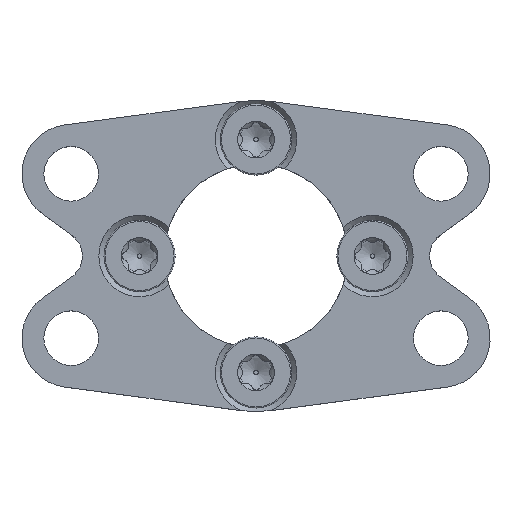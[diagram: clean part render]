
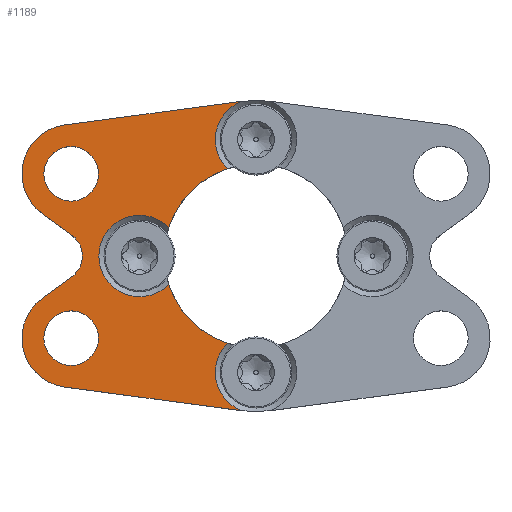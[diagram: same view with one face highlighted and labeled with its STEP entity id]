
A CAD part, top view. The second image highlights one B-rep face of the part: STEP entity #1189.
In plain terms, the highlighted planar face has unit normal (0, 0, 1).
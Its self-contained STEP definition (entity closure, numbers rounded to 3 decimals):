
#52=FACE_BOUND('',#177,.T.);
#53=FACE_BOUND('',#178,.T.);
#66=PLANE('',#1297);
#112=FACE_OUTER_BOUND('',#176,.T.);
#176=EDGE_LOOP('',(#842,#843,#844,#845,#846,#847,#848,#849,#850,#851,#852,
#853,#854,#855,#856,#857,#858));
#177=EDGE_LOOP('',(#859));
#178=EDGE_LOOP('',(#860));
#254=LINE('',#1872,#315);
#255=LINE('',#1876,#316);
#256=LINE('',#1880,#317);
#257=LINE('',#1884,#318);
#315=VECTOR('',#1474,10.);
#316=VECTOR('',#1477,10.);
#317=VECTOR('',#1480,10.);
#318=VECTOR('',#1483,10.);
#368=CIRCLE('',#1273,3.15);
#370=CIRCLE('',#1275,3.15);
#374=CIRCLE('',#1281,3.15);
#376=CIRCLE('',#1283,3.15);
#381=CIRCLE('',#1292,3.15);
#383=CIRCLE('',#1294,3.15);
#385=CIRCLE('',#1298,7.1);
#386=CIRCLE('',#1299,7.1);
#387=CIRCLE('',#1300,12.);
#388=CIRCLE('',#1301,3.81);
#389=CIRCLE('',#1302,2.);
#390=CIRCLE('',#1303,3.81);
#391=CIRCLE('',#1304,12.);
#392=CIRCLE('',#1305,2.108);
#393=CIRCLE('',#1306,2.108);
#493=VERTEX_POINT('',#1737);
#494=VERTEX_POINT('',#1752);
#496=VERTEX_POINT('',#1757);
#499=VERTEX_POINT('',#1774);
#502=VERTEX_POINT('',#1792);
#503=VERTEX_POINT('',#1801);
#511=VERTEX_POINT('',#1840);
#512=VERTEX_POINT('',#1841);
#513=VERTEX_POINT('',#1856);
#516=VERTEX_POINT('',#1869);
#517=VERTEX_POINT('',#1871);
#518=VERTEX_POINT('',#1873);
#519=VERTEX_POINT('',#1875);
#520=VERTEX_POINT('',#1877);
#521=VERTEX_POINT('',#1879);
#522=VERTEX_POINT('',#1881);
#523=VERTEX_POINT('',#1883);
#524=VERTEX_POINT('',#1886);
#525=VERTEX_POINT('',#1888);
#614=EDGE_CURVE('',#494,#493,#368,.T.);
#617=EDGE_CURVE('',#496,#494,#370,.T.);
#625=EDGE_CURVE('',#503,#502,#374,.T.);
#628=EDGE_CURVE('',#499,#503,#376,.T.);
#639=EDGE_CURVE('',#513,#512,#381,.T.);
#642=EDGE_CURVE('',#511,#513,#383,.T.);
#645=EDGE_CURVE('',#493,#511,#385,.F.);
#646=EDGE_CURVE('',#512,#499,#386,.F.);
#647=EDGE_CURVE('',#502,#516,#387,.T.);
#648=EDGE_CURVE('',#516,#517,#254,.T.);
#649=EDGE_CURVE('',#517,#518,#388,.T.);
#650=EDGE_CURVE('',#518,#519,#255,.T.);
#651=EDGE_CURVE('',#520,#519,#389,.T.);
#652=EDGE_CURVE('',#520,#521,#256,.T.);
#653=EDGE_CURVE('',#521,#522,#390,.T.);
#654=EDGE_CURVE('',#522,#523,#257,.T.);
#655=EDGE_CURVE('',#523,#496,#391,.T.);
#656=EDGE_CURVE('',#524,#524,#392,.T.);
#657=EDGE_CURVE('',#525,#525,#393,.T.);
#842=ORIENTED_EDGE('',*,*,#617,.T.);
#843=ORIENTED_EDGE('',*,*,#614,.T.);
#844=ORIENTED_EDGE('',*,*,#645,.T.);
#845=ORIENTED_EDGE('',*,*,#642,.T.);
#846=ORIENTED_EDGE('',*,*,#639,.T.);
#847=ORIENTED_EDGE('',*,*,#646,.T.);
#848=ORIENTED_EDGE('',*,*,#628,.T.);
#849=ORIENTED_EDGE('',*,*,#625,.T.);
#850=ORIENTED_EDGE('',*,*,#647,.T.);
#851=ORIENTED_EDGE('',*,*,#648,.T.);
#852=ORIENTED_EDGE('',*,*,#649,.T.);
#853=ORIENTED_EDGE('',*,*,#650,.T.);
#854=ORIENTED_EDGE('',*,*,#651,.F.);
#855=ORIENTED_EDGE('',*,*,#652,.T.);
#856=ORIENTED_EDGE('',*,*,#653,.T.);
#857=ORIENTED_EDGE('',*,*,#654,.T.);
#858=ORIENTED_EDGE('',*,*,#655,.T.);
#859=ORIENTED_EDGE('',*,*,#656,.T.);
#860=ORIENTED_EDGE('',*,*,#657,.T.);
#1189=ADVANCED_FACE('',(#112,#52,#53),#66,.T.);
#1273=AXIS2_PLACEMENT_3D('',#1753,#1410,#1411);
#1275=AXIS2_PLACEMENT_3D('',#1758,#1415,#1416);
#1281=AXIS2_PLACEMENT_3D('',#1802,#1428,#1429);
#1283=AXIS2_PLACEMENT_3D('',#1806,#1433,#1434);
#1292=AXIS2_PLACEMENT_3D('',#1857,#1454,#1455);
#1294=AXIS2_PLACEMENT_3D('',#1861,#1459,#1460);
#1297=AXIS2_PLACEMENT_3D('',#1866,#1466,#1467);
#1298=AXIS2_PLACEMENT_3D('',#1867,#1468,#1469);
#1299=AXIS2_PLACEMENT_3D('',#1868,#1470,#1471);
#1300=AXIS2_PLACEMENT_3D('',#1870,#1472,#1473);
#1301=AXIS2_PLACEMENT_3D('',#1874,#1475,#1476);
#1302=AXIS2_PLACEMENT_3D('',#1878,#1478,#1479);
#1303=AXIS2_PLACEMENT_3D('',#1882,#1481,#1482);
#1304=AXIS2_PLACEMENT_3D('',#1885,#1484,#1485);
#1305=AXIS2_PLACEMENT_3D('',#1887,#1486,#1487);
#1306=AXIS2_PLACEMENT_3D('',#1889,#1488,#1489);
#1410=DIRECTION('center_axis',(0.,0.,
-1.));
#1411=DIRECTION('ref_axis',(1.,0.,0.));
#1415=DIRECTION('center_axis',(0.,0.,
-1.));
#1416=DIRECTION('ref_axis',(1.,0.,0.));
#1428=DIRECTION('center_axis',(0.,0.,
-1.));
#1429=DIRECTION('ref_axis',(1.,0.,0.));
#1433=DIRECTION('center_axis',(0.,0.,
-1.));
#1434=DIRECTION('ref_axis',(1.,0.,0.));
#1454=DIRECTION('center_axis',(0.,0.,
-1.));
#1455=DIRECTION('ref_axis',(1.,0.,0.));
#1459=DIRECTION('center_axis',(0.,0.,
-1.));
#1460=DIRECTION('ref_axis',(1.,0.,0.));
#1466=DIRECTION('center_axis',(0.,0.,
1.));
#1467=DIRECTION('ref_axis',(-1.,0.,0.));
#1468=DIRECTION('center_axis',(0.,0.,
1.));
#1469=DIRECTION('ref_axis',(-1.,0.,0.));
#1470=DIRECTION('center_axis',(0.,0.,
1.));
#1471=DIRECTION('ref_axis',(-1.,0.,0.));
#1472=DIRECTION('center_axis',(0.,0.,
1.));
#1473=DIRECTION('ref_axis',(-1.,0.,0.));
#1474=DIRECTION('',(-0.991,-0.133,0.));
#1475=DIRECTION('center_axis',(0.,0.,
1.));
#1476=DIRECTION('ref_axis',(-1.,0.,0.));
#1477=DIRECTION('',(0.811,-0.585,0.));
#1478=DIRECTION('center_axis',(0.,0.,
1.));
#1479=DIRECTION('ref_axis',(1.,0.,0.));
#1480=DIRECTION('',(-0.811,-0.585,0.));
#1481=DIRECTION('center_axis',(0.,0.,
1.));
#1482=DIRECTION('ref_axis',(-1.,0.,0.));
#1483=DIRECTION('',(0.991,-0.133,0.));
#1484=DIRECTION('center_axis',(0.,0.,
1.));
#1485=DIRECTION('ref_axis',(-1.,0.,0.));
#1486=DIRECTION('center_axis',(0.,0.,
-1.));
#1487=DIRECTION('ref_axis',(-1.,0.,0.));
#1488=DIRECTION('center_axis',(0.,0.,
-1.));
#1489=DIRECTION('ref_axis',(-1.,0.,0.));
#1737=CARTESIAN_POINT('',(-2.203,-6.749,3.));
#1752=CARTESIAN_POINT('',(-3.15,-9.,3.));
#1753=CARTESIAN_POINT('Origin',(0.,-9.,
3.));
#1757=CARTESIAN_POINT('',(-1.106,-11.949,3.));
#1758=CARTESIAN_POINT('Origin',(0.,-9.,
3.));
#1774=CARTESIAN_POINT('',(-2.203,6.749,3.));
#1792=CARTESIAN_POINT('',(-1.106,11.949,3.));
#1801=CARTESIAN_POINT('',(-3.15,9.,3.));
#1802=CARTESIAN_POINT('Origin',(0.,9.,3.));
#1806=CARTESIAN_POINT('Origin',(0.,9.,3.));
#1840=CARTESIAN_POINT('',(-6.749,-2.203,3.));
#1841=CARTESIAN_POINT('',(-6.749,2.203,3.));
#1856=CARTESIAN_POINT('',(-12.15,0.,3.));
#1857=CARTESIAN_POINT('Origin',(-9.,0.,
3.));
#1861=CARTESIAN_POINT('Origin',(-9.,0.,
3.));
#1866=CARTESIAN_POINT('Origin',(0.,0.,
3.));
#1867=CARTESIAN_POINT('Origin',(0.,0.,
3.));
#1868=CARTESIAN_POINT('Origin',(0.,0.,
3.));
#1869=CARTESIAN_POINT('',(-1.593,11.894,3.));
#1870=CARTESIAN_POINT('Origin',(0.,0.,
3.));
#1871=CARTESIAN_POINT('',(-14.793,10.126,3.));
#1872=CARTESIAN_POINT('',(-14.793,10.126,3.));
#1873=CARTESIAN_POINT('',(-16.517,3.261,3.));
#1874=CARTESIAN_POINT('Origin',(-14.288,6.35,3.));
#1875=CARTESIAN_POINT('',(-14.247,1.622,3.));
#1876=CARTESIAN_POINT('',(-16.517,3.261,3.));
#1877=CARTESIAN_POINT('',(-14.247,-1.622,3.));
#1878=CARTESIAN_POINT('Origin',(-15.417,0.,
3.));
#1879=CARTESIAN_POINT('',(-16.517,-3.261,3.));
#1880=CARTESIAN_POINT('',(-12.,0.,3.));
#1881=CARTESIAN_POINT('',(-14.793,-10.126,3.));
#1882=CARTESIAN_POINT('Origin',(-14.288,-6.35,3.));
#1883=CARTESIAN_POINT('',(-1.593,-11.894,3.));
#1884=CARTESIAN_POINT('',(-14.793,-10.126,3.));
#1885=CARTESIAN_POINT('Origin',(0.,0.,
3.));
#1886=CARTESIAN_POINT('',(-12.179,-6.35,3.));
#1887=CARTESIAN_POINT('Origin',(-14.288,-6.35,3.));
#1888=CARTESIAN_POINT('',(-12.179,6.35,3.));
#1889=CARTESIAN_POINT('Origin',(-14.288,6.35,3.));
